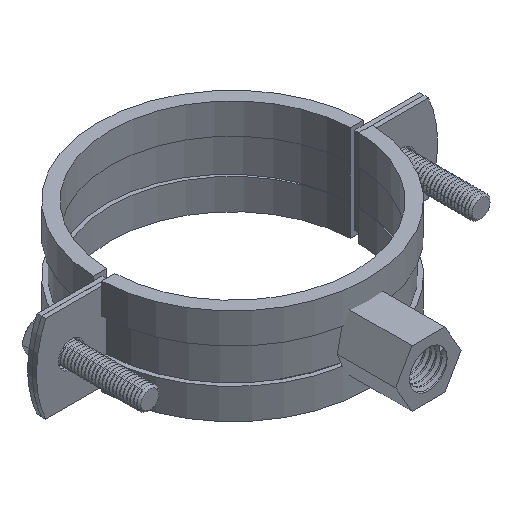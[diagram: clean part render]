
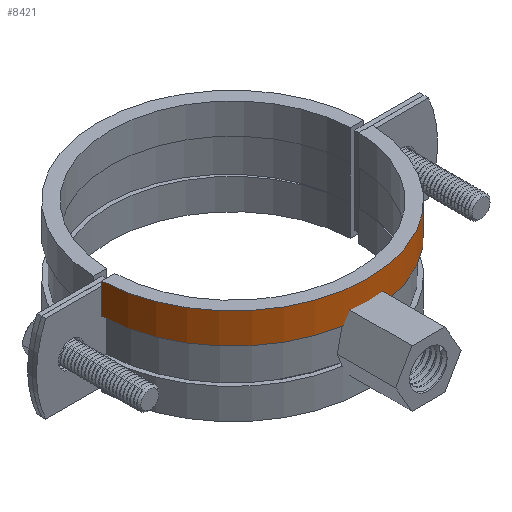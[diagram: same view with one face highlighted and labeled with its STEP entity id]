
A CAD part, isometric view. The second image highlights one B-rep face of the part: STEP entity #8421.
In plain terms, the highlighted cylindrical face has radius 30.998 mm (diameter 61.997 mm), a partial arc.
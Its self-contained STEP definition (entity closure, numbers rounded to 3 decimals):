
#616 = DIRECTION ( 'NONE',  ( 0., 0., -1. ) ) ;
#647 = CARTESIAN_POINT ( 'NONE',  ( 15.001, -1., 21. ) ) ;
#736 = LINE ( 'NONE', #6144, #8138 ) ;
#796 = CARTESIAN_POINT ( 'NONE',  ( 45.983, 0., 21. ) ) ;
#910 = DIRECTION ( 'NONE',  ( 0., 0., 1. ) ) ;
#1125 = ORIENTED_EDGE ( 'NONE', *, *, #1449, .F. ) ;
#1201 = AXIS2_PLACEMENT_3D ( 'NONE', #6974, #5150, #9685 ) ;
#1259 = CARTESIAN_POINT ( 'NONE',  ( 76.965, -1., 21. ) ) ;
#1420 = VERTEX_POINT ( 'NONE', #2204 ) ;
#1449 = EDGE_CURVE ( 'NONE', #10527, #8546, #7210, .T. ) ;
#1953 = ORIENTED_EDGE ( 'NONE', *, *, #9219, .T. ) ;
#2204 = CARTESIAN_POINT ( 'NONE',  ( 15.002, -1.02, 20. ) ) ;
#2451 = DIRECTION ( 'NONE',  ( 1., 0., 0. ) ) ;
#2562 = CARTESIAN_POINT ( 'NONE',  ( 76.965, -1., 20. ) ) ;
#3071 = DIRECTION ( 'NONE',  ( 0., 0., -1. ) ) ;
#3176 = AXIS2_PLACEMENT_3D ( 'NONE', #5200, #616, #2451 ) ;
#3547 = DIRECTION ( 'NONE',  ( 1., 0., 0. ) ) ;
#4030 = CARTESIAN_POINT ( 'NONE',  ( 76.965, -1.02, 20. ) ) ;
#4264 = CARTESIAN_POINT ( 'NONE',  ( 15.002, -1.02, 14. ) ) ;
#4280 = CARTESIAN_POINT ( 'NONE',  ( 76.965, -1.02, 14. ) ) ;
#4605 = EDGE_CURVE ( 'NONE', #1420, #10749, #4814, .T. ) ;
#4648 = CARTESIAN_POINT ( 'NONE',  ( 76.965, -1.02, 21. ) ) ;
#4814 = CIRCLE ( 'NONE', #5399, 30.998 ) ;
#4831 = VECTOR ( 'NONE', #9150, 1000. ) ;
#4841 = LINE ( 'NONE', #6566, #4831 ) ;
#4962 = EDGE_CURVE ( 'NONE', #1420, #7875, #4841, .T. ) ;
#5150 = DIRECTION ( 'NONE',  ( 0., 0., -1. ) ) ;
#5166 = CARTESIAN_POINT ( 'NONE',  ( 45.983, 0., 20. ) ) ;
#5200 = CARTESIAN_POINT ( 'NONE',  ( 45.983, 0., 20. ) ) ;
#5399 = AXIS2_PLACEMENT_3D ( 'NONE', #5166, #11250, #8745 ) ;
#5462 = CARTESIAN_POINT ( 'NONE',  ( 45.983, 0., 14. ) ) ;
#5586 = VERTEX_POINT ( 'NONE', #4280 ) ;
#5888 = VERTEX_POINT ( 'NONE', #4030 ) ;
#6033 = VECTOR ( 'NONE', #7524, 1000. ) ;
#6144 = CARTESIAN_POINT ( 'NONE',  ( 15.001, -1., 21. ) ) ;
#6298 = CARTESIAN_POINT ( 'NONE',  ( 15.001, -1., 20. ) ) ;
#6364 = DIRECTION ( 'NONE',  ( 1., 0., 0. ) ) ;
#6566 = CARTESIAN_POINT ( 'NONE',  ( 15.002, -1.02, 21. ) ) ;
#6582 = CYLINDRICAL_SURFACE ( 'NONE', #1201, 30.998 ) ;
#6820 = ORIENTED_EDGE ( 'NONE', *, *, #4605, .F. ) ;
#6974 = CARTESIAN_POINT ( 'NONE',  ( 45.983, 0., 21. ) ) ;
#6983 = EDGE_CURVE ( 'NONE', #5888, #5586, #11037, .T. ) ;
#7122 = DIRECTION ( 'NONE',  ( 0., 0., 1. ) ) ;
#7127 = EDGE_CURVE ( 'NONE', #8546, #8203, #11091, .T. ) ;
#7184 = CIRCLE ( 'NONE', #8118, 30.998 ) ;
#7210 = CIRCLE ( 'NONE', #9275, 30.998 ) ;
#7435 = ORIENTED_EDGE ( 'NONE', *, *, #10017, .F. ) ;
#7524 = DIRECTION ( 'NONE',  ( 0., 0., -1. ) ) ;
#7595 = ORIENTED_EDGE ( 'NONE', *, *, #4962, .T. ) ;
#7710 = DIRECTION ( 'NONE',  ( 0., 0., -1. ) ) ;
#7875 = VERTEX_POINT ( 'NONE', #4264 ) ;
#7897 = ORIENTED_EDGE ( 'NONE', *, *, #7127, .F. ) ;
#8006 = ORIENTED_EDGE ( 'NONE', *, *, #6983, .F. ) ;
#8118 = AXIS2_PLACEMENT_3D ( 'NONE', #5462, #910, #6364 ) ;
#8138 = VECTOR ( 'NONE', #7710, 1000. ) ;
#8203 = VERTEX_POINT ( 'NONE', #2562 ) ;
#8241 = EDGE_CURVE ( 'NONE', #7875, #5586, #7184, .T. ) ;
#8421 = ADVANCED_FACE ( 'NONE', ( #11025 ), #6582, .T. ) ;
#8546 = VERTEX_POINT ( 'NONE', #9884 ) ;
#8745 = DIRECTION ( 'NONE',  ( 1., 0., 0. ) ) ;
#9150 = DIRECTION ( 'NONE',  ( 0., 0., -1. ) ) ;
#9219 = EDGE_CURVE ( 'NONE', #10527, #10749, #736, .T. ) ;
#9275 = AXIS2_PLACEMENT_3D ( 'NONE', #796, #7122, #3547 ) ;
#9680 = ORIENTED_EDGE ( 'NONE', *, *, #8241, .T. ) ;
#9685 = DIRECTION ( 'NONE',  ( -1., 0., 0. ) ) ;
#9884 = CARTESIAN_POINT ( 'NONE',  ( 76.965, -1., 21. ) ) ;
#10017 = EDGE_CURVE ( 'NONE', #8203, #5888, #11041, .T. ) ;
#10128 = VECTOR ( 'NONE', #3071, 1000. ) ;
#10527 = VERTEX_POINT ( 'NONE', #647 ) ;
#10749 = VERTEX_POINT ( 'NONE', #6298 ) ;
#11025 = FACE_OUTER_BOUND ( 'NONE', #11285, .T. ) ;
#11037 = LINE ( 'NONE', #4648, #10128 ) ;
#11041 = CIRCLE ( 'NONE', #3176, 30.998 ) ;
#11091 = LINE ( 'NONE', #1259, #6033 ) ;
#11250 = DIRECTION ( 'NONE',  ( 0., 0., -1. ) ) ;
#11285 = EDGE_LOOP ( 'NONE', ( #8006, #7435, #7897, #1125, #1953, #6820, #7595, #9680 ) ) ;
